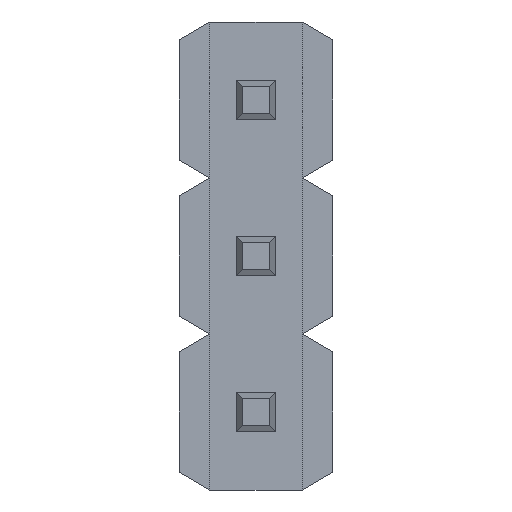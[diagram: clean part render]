
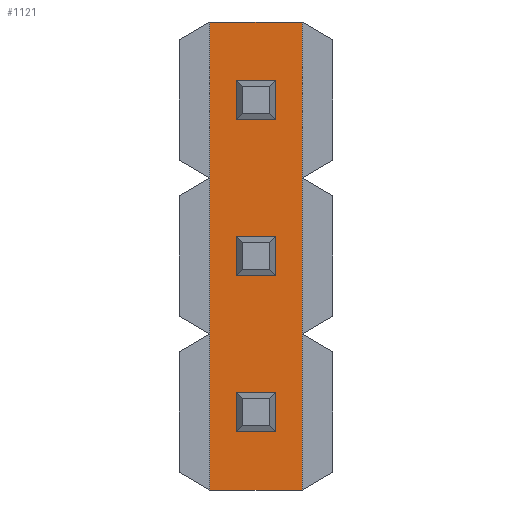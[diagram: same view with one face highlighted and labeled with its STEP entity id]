
A CAD part, front view. The second image highlights one B-rep face of the part: STEP entity #1121.
In plain terms, the highlighted planar face has unit normal (0, -1, 0).
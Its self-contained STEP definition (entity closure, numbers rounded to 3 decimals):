
#185=DIRECTION('',(1.,0.,0.));
#186=VECTOR('',#185,1.5);
#187=CARTESIAN_POINT('',(-0.75,-0.75,-3.81));
#188=LINE('',#187,#186);
#206=DIRECTION('',(-1.,0.,0.));
#207=VECTOR('',#206,0.64);
#208=CARTESIAN_POINT('',(0.32,-0.75,-2.86));
#209=LINE('',#208,#207);
#213=DIRECTION('',(0.,0.,-1.));
#214=VECTOR('',#213,0.64);
#215=CARTESIAN_POINT('',(0.32,-0.75,-2.22));
#216=LINE('',#215,#214);
#220=DIRECTION('',(1.,0.,0.));
#221=VECTOR('',#220,0.64);
#222=CARTESIAN_POINT('',(-0.32,-0.75,-2.22));
#223=LINE('',#222,#221);
#227=DIRECTION('',(0.,0.,1.));
#228=VECTOR('',#227,0.64);
#229=CARTESIAN_POINT('',(-0.32,-0.75,-2.86));
#230=LINE('',#229,#228);
#234=DIRECTION('',(-1.,0.,0.));
#235=VECTOR('',#234,0.64);
#236=CARTESIAN_POINT('',(0.32,-0.75,-0.32));
#237=LINE('',#236,#235);
#241=DIRECTION('',(0.,0.,-1.));
#242=VECTOR('',#241,0.64);
#243=CARTESIAN_POINT('',(0.32,-0.75,0.32));
#244=LINE('',#243,#242);
#248=DIRECTION('',(1.,0.,0.));
#249=VECTOR('',#248,0.64);
#250=CARTESIAN_POINT('',(-0.32,-0.75,0.32));
#251=LINE('',#250,#249);
#255=DIRECTION('',(0.,0.,1.));
#256=VECTOR('',#255,0.64);
#257=CARTESIAN_POINT('',(-0.32,-0.75,-0.32));
#258=LINE('',#257,#256);
#262=DIRECTION('',(-1.,0.,0.));
#263=VECTOR('',#262,0.64);
#264=CARTESIAN_POINT('',(0.32,-0.75,2.22));
#265=LINE('',#264,#263);
#269=DIRECTION('',(0.,0.,-1.));
#270=VECTOR('',#269,0.64);
#271=CARTESIAN_POINT('',(0.32,-0.75,2.86));
#272=LINE('',#271,#270);
#276=DIRECTION('',(1.,0.,0.));
#277=VECTOR('',#276,0.64);
#278=CARTESIAN_POINT('',(-0.32,-0.75,2.86));
#279=LINE('',#278,#277);
#283=DIRECTION('',(0.,0.,1.));
#284=VECTOR('',#283,0.64);
#285=CARTESIAN_POINT('',(-0.32,-0.75,2.22));
#286=LINE('',#285,#284);
#290=DIRECTION('',(0.,0.,1.));
#291=VECTOR('',#290,7.62);
#292=CARTESIAN_POINT('',(-0.75,-0.75,-3.81));
#293=LINE('',#292,#291);
#577=DIRECTION('',(0.,0.,1.));
#578=VECTOR('',#577,7.62);
#579=CARTESIAN_POINT('',(0.75,-0.75,-3.81));
#580=LINE('',#579,#578);
#612=DIRECTION('',(1.,0.,0.));
#613=VECTOR('',#612,1.5);
#614=CARTESIAN_POINT('',(-0.75,-0.75,3.81));
#615=LINE('',#614,#613);
#773=CARTESIAN_POINT('',(0.32,-0.75,-2.86));
#774=CARTESIAN_POINT('',(-0.32,-0.75,-2.86));
#775=VERTEX_POINT('',#773);
#776=VERTEX_POINT('',#774);
#777=CARTESIAN_POINT('',(-0.32,-0.75,-2.22));
#778=VERTEX_POINT('',#777);
#779=CARTESIAN_POINT('',(0.32,-0.75,-2.22));
#780=VERTEX_POINT('',#779);
#790=CARTESIAN_POINT('',(-0.75,-0.75,3.81));
#792=VERTEX_POINT('',#790);
#796=CARTESIAN_POINT('',(0.75,-0.75,3.81));
#798=VERTEX_POINT('',#796);
#857=CARTESIAN_POINT('',(0.32,-0.75,-0.32));
#858=CARTESIAN_POINT('',(-0.32,-0.75,-0.32));
#859=VERTEX_POINT('',#857);
#860=VERTEX_POINT('',#858);
#861=CARTESIAN_POINT('',(-0.32,-0.75,0.32));
#862=VERTEX_POINT('',#861);
#863=CARTESIAN_POINT('',(0.32,-0.75,0.32));
#864=VERTEX_POINT('',#863);
#873=CARTESIAN_POINT('',(0.32,-0.75,2.22));
#874=CARTESIAN_POINT('',(-0.32,-0.75,2.22));
#875=VERTEX_POINT('',#873);
#876=VERTEX_POINT('',#874);
#877=CARTESIAN_POINT('',(-0.32,-0.75,2.86));
#878=VERTEX_POINT('',#877);
#879=CARTESIAN_POINT('',(0.32,-0.75,2.86));
#880=VERTEX_POINT('',#879);
#890=CARTESIAN_POINT('',(-0.75,-0.75,-3.81));
#892=VERTEX_POINT('',#890);
#896=CARTESIAN_POINT('',(0.75,-0.75,-3.81));
#898=VERTEX_POINT('',#896);
#1078=CARTESIAN_POINT('',(-0.75,-0.75,-3.81));
#1079=DIRECTION('',(0.,-1.,0.));
#1080=DIRECTION('',(1.,0.,0.));
#1081=AXIS2_PLACEMENT_3D('',#1078,#1079,#1080);
#1082=PLANE('',#1081);
#1083=ORIENTED_EDGE('',*,*,#1069,.F.);
#1084=ORIENTED_EDGE('',*,*,#1043,.T.);
#1086=ORIENTED_EDGE('',*,*,#1085,.T.);
#1088=ORIENTED_EDGE('',*,*,#1087,.F.);
#1089=EDGE_LOOP('',(#1083,#1084,#1086,#1088));
#1090=FACE_OUTER_BOUND('',#1089,.F.);
#1092=ORIENTED_EDGE('',*,*,#1091,.F.);
#1094=ORIENTED_EDGE('',*,*,#1093,.F.);
#1096=ORIENTED_EDGE('',*,*,#1095,.F.);
#1098=ORIENTED_EDGE('',*,*,#1097,.F.);
#1099=EDGE_LOOP('',(#1092,#1094,#1096,#1098));
#1100=FACE_BOUND('',#1099,.F.);
#1102=ORIENTED_EDGE('',*,*,#1101,.F.);
#1104=ORIENTED_EDGE('',*,*,#1103,.F.);
#1106=ORIENTED_EDGE('',*,*,#1105,.F.);
#1108=ORIENTED_EDGE('',*,*,#1107,.F.);
#1109=EDGE_LOOP('',(#1102,#1104,#1106,#1108));
#1110=FACE_BOUND('',#1109,.F.);
#1112=ORIENTED_EDGE('',*,*,#1111,.F.);
#1114=ORIENTED_EDGE('',*,*,#1113,.F.);
#1116=ORIENTED_EDGE('',*,*,#1115,.F.);
#1118=ORIENTED_EDGE('',*,*,#1117,.F.);
#1119=EDGE_LOOP('',(#1112,#1114,#1116,#1118));
#1120=FACE_BOUND('',#1119,.F.);
#1043=EDGE_CURVE('',#892,#792,#293,.T.);
#1069=EDGE_CURVE('',#892,#898,#188,.T.);
#1085=EDGE_CURVE('',#792,#798,#615,.T.);
#1087=EDGE_CURVE('',#898,#798,#580,.T.);
#1091=EDGE_CURVE('',#859,#860,#237,.T.);
#1093=EDGE_CURVE('',#864,#859,#244,.T.);
#1095=EDGE_CURVE('',#862,#864,#251,.T.);
#1097=EDGE_CURVE('',#860,#862,#258,.T.);
#1101=EDGE_CURVE('',#875,#876,#265,.T.);
#1103=EDGE_CURVE('',#880,#875,#272,.T.);
#1105=EDGE_CURVE('',#878,#880,#279,.T.);
#1107=EDGE_CURVE('',#876,#878,#286,.T.);
#1111=EDGE_CURVE('',#775,#776,#209,.T.);
#1113=EDGE_CURVE('',#780,#775,#216,.T.);
#1115=EDGE_CURVE('',#778,#780,#223,.T.);
#1117=EDGE_CURVE('',#776,#778,#230,.T.);
#1121=ADVANCED_FACE('',(#1090,#1100,#1110,#1120),#1082,.T.);
